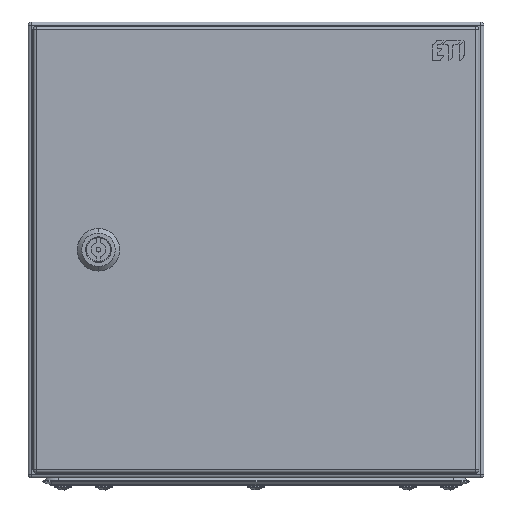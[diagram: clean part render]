
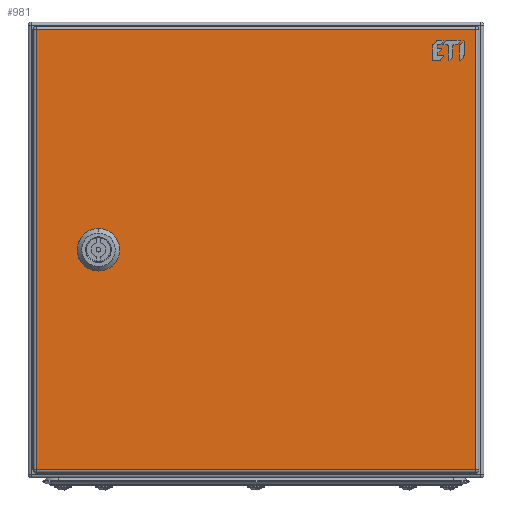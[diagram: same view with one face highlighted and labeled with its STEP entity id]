
A CAD part, front view. The second image highlights one B-rep face of the part: STEP entity #981.
In plain terms, the highlighted face is planar.
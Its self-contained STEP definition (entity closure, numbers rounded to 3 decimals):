
#171=DIRECTION('',(1.,0.,0.));
#172=VECTOR('',#171,289.6);
#173=CARTESIAN_POINT('',(-144.8,144.5,0.));
#174=LINE('',#173,#172);
#209=DIRECTION('',(0.,-1.,0.));
#210=VECTOR('',#209,289.);
#211=CARTESIAN_POINT('',(144.8,144.5,0.));
#212=LINE('',#211,#210);
#240=DIRECTION('',(-1.,0.,0.));
#241=VECTOR('',#240,289.6);
#242=CARTESIAN_POINT('',(144.8,-144.5,0.));
#243=LINE('',#242,#241);
#254=CARTESIAN_POINT('',(0.,-103.7,0.));
#255=DIRECTION('',(0.,0.,-1.));
#256=DIRECTION('',(-0.449,-0.893,0.));
#257=AXIS2_PLACEMENT_3D('',#254,#255,#256);
#262=CARTESIAN_POINT('',(0.,-103.7,0.));
#263=DIRECTION('',(0.,0.,-1.));
#264=DIRECTION('',(-0.893,0.449,0.));
#265=AXIS2_PLACEMENT_3D('',#262,#263,#264);
#270=CARTESIAN_POINT('',(0.,-103.7,0.));
#271=DIRECTION('',(0.,0.,-1.));
#272=DIRECTION('',(0.449,0.893,0.));
#273=AXIS2_PLACEMENT_3D('',#270,#271,#272);
#278=CARTESIAN_POINT('',(0.,-103.7,0.));
#279=DIRECTION('',(0.,0.,-1.));
#280=DIRECTION('',(0.893,-0.449,0.));
#281=AXIS2_PLACEMENT_3D('',#278,#279,#280);
#293=DIRECTION('',(0.,1.,0.));
#294=VECTOR('',#293,289.);
#295=CARTESIAN_POINT('',(-144.8,-144.5,0.));
#296=LINE('',#295,#294);
#362=DIRECTION('',(1.,0.,0.));
#363=VECTOR('',#362,10.111);
#364=CARTESIAN_POINT('',(-5.056,-113.75,0.));
#365=LINE('',#364,#363);
#597=DIRECTION('',(0.,1.,0.));
#598=VECTOR('',#597,10.111);
#599=CARTESIAN_POINT('',(10.05,-108.756,0.));
#600=LINE('',#599,#598);
#618=DIRECTION('',(-1.,0.,0.));
#619=VECTOR('',#618,10.111);
#620=CARTESIAN_POINT('',(5.056,-93.65,0.));
#621=LINE('',#620,#619);
#639=DIRECTION('',(0.,-1.,0.));
#640=VECTOR('',#639,10.111);
#641=CARTESIAN_POINT('',(-10.05,-98.644,0.));
#642=LINE('',#641,#640);
#730=CARTESIAN_POINT('',(5.056,-113.75,0.));
#731=VERTEX_POINT('',#730);
#732=CARTESIAN_POINT('',(10.05,-108.756,0.));
#733=VERTEX_POINT('',#732);
#734=CARTESIAN_POINT('',(-5.056,-113.75,0.));
#735=VERTEX_POINT('',#734);
#736=CARTESIAN_POINT('',(-10.05,-108.756,0.));
#737=VERTEX_POINT('',#736);
#738=CARTESIAN_POINT('',(-10.05,-98.644,0.));
#739=VERTEX_POINT('',#738);
#740=CARTESIAN_POINT('',(-5.056,-93.65,0.));
#741=VERTEX_POINT('',#740);
#742=CARTESIAN_POINT('',(5.056,-93.65,0.));
#743=VERTEX_POINT('',#742);
#744=CARTESIAN_POINT('',(10.05,-98.644,0.));
#745=VERTEX_POINT('',#744);
#746=CARTESIAN_POINT('',(-144.8,-144.5,0.));
#747=CARTESIAN_POINT('',(-144.8,144.5,0.));
#748=VERTEX_POINT('',#746);
#749=VERTEX_POINT('',#747);
#750=CARTESIAN_POINT('',(144.8,-144.5,0.));
#751=VERTEX_POINT('',#750);
#752=CARTESIAN_POINT('',(144.8,144.5,0.));
#753=VERTEX_POINT('',#752);
#951=CARTESIAN_POINT('',(0.,0.,0.));
#952=DIRECTION('',(0.,0.,-1.));
#953=DIRECTION('',(-1.,0.,0.));
#954=AXIS2_PLACEMENT_3D('',#951,#952,#953);
#955=PLANE('',#954);
#957=ORIENTED_EDGE('',*,*,#956,.F.);
#958=ORIENTED_EDGE('',*,*,#942,.F.);
#959=ORIENTED_EDGE('',*,*,#919,.F.);
#960=ORIENTED_EDGE('',*,*,#893,.F.);
#961=EDGE_LOOP('',(#957,#958,#959,#960));
#962=FACE_OUTER_BOUND('',#961,.F.);
#964=ORIENTED_EDGE('',*,*,#963,.F.);
#966=ORIENTED_EDGE('',*,*,#965,.T.);
#968=ORIENTED_EDGE('',*,*,#967,.F.);
#970=ORIENTED_EDGE('',*,*,#969,.T.);
#972=ORIENTED_EDGE('',*,*,#971,.F.);
#974=ORIENTED_EDGE('',*,*,#973,.T.);
#976=ORIENTED_EDGE('',*,*,#975,.F.);
#978=ORIENTED_EDGE('',*,*,#977,.T.);
#979=EDGE_LOOP('',(#964,#966,#968,#970,#972,#974,#976,#978));
#980=FACE_BOUND('',#979,.F.);
#258=CIRCLE('',#257,11.25);
#266=CIRCLE('',#265,11.25);
#274=CIRCLE('',#273,11.25);
#282=CIRCLE('',#281,11.25);
#893=EDGE_CURVE('',#749,#753,#174,.T.);
#919=EDGE_CURVE('',#753,#751,#212,.T.);
#942=EDGE_CURVE('',#751,#748,#243,.T.);
#956=EDGE_CURVE('',#748,#749,#296,.T.);
#963=EDGE_CURVE('',#735,#731,#365,.T.);
#965=EDGE_CURVE('',#735,#737,#258,.T.);
#967=EDGE_CURVE('',#739,#737,#642,.T.);
#969=EDGE_CURVE('',#739,#741,#266,.T.);
#971=EDGE_CURVE('',#743,#741,#621,.T.);
#973=EDGE_CURVE('',#743,#745,#274,.T.);
#975=EDGE_CURVE('',#733,#745,#600,.T.);
#977=EDGE_CURVE('',#733,#731,#282,.T.);
#981=ADVANCED_FACE('',(#962,#980),#955,.T.);
